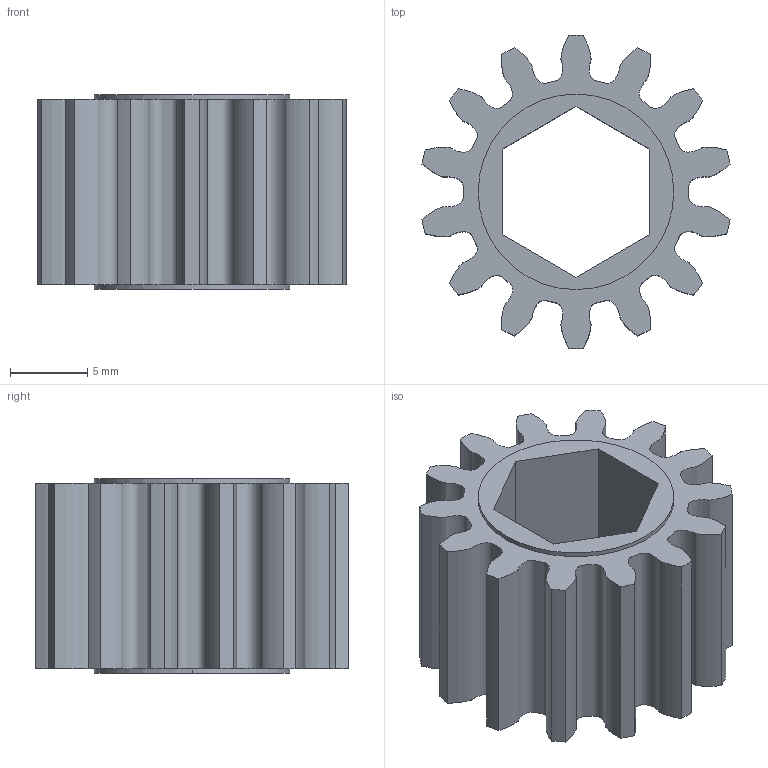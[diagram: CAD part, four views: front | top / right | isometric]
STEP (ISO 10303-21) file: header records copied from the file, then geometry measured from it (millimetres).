
FILE_DESCRIPTION (( 'STEP AP203' ), '1' );
FILE_NAME ('217-2699.20121204.STEP', '2012-12-05T02:56:09', ( 'svradm' ), ( 'Microsoft' ), 'SwSTEP 2.0', 'SolidWorks 2012', '' );
FILE_SCHEMA (( 'CONFIG_CONTROL_DESIGN' ));
Length unit declared in the file: inch
Products named in the file (1): 217-2699.20121204
Bounding box: 20 x 20.32 x 12.65 mm (x, y, z)
Volume: 1683.6 mm3; surface area: 2122.6 mm2
Topology: 1 solids, 1 shells, 42 faces, 114 edges, 76 vertices
Faces by surface type: cylinder 18, bspline 14, plane 10
Entity records: 5065 total; most frequent: CARTESIAN_POINT 3979, ORIENTED_EDGE 228, DIRECTION 180, EDGE_CURVE 114, VERTEX_POINT 76, AXIS2_PLACEMENT_3D 65, VECTOR 50, LINE 50
